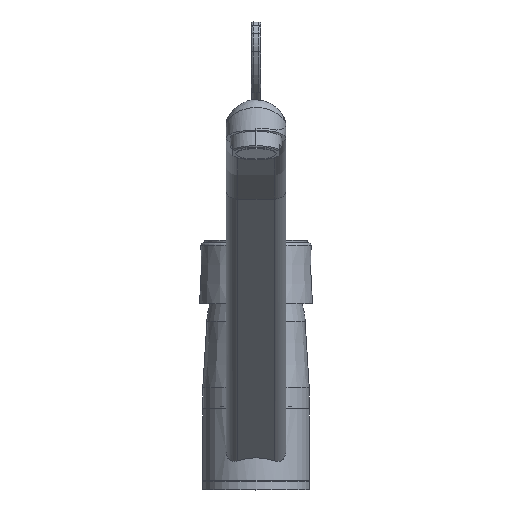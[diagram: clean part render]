
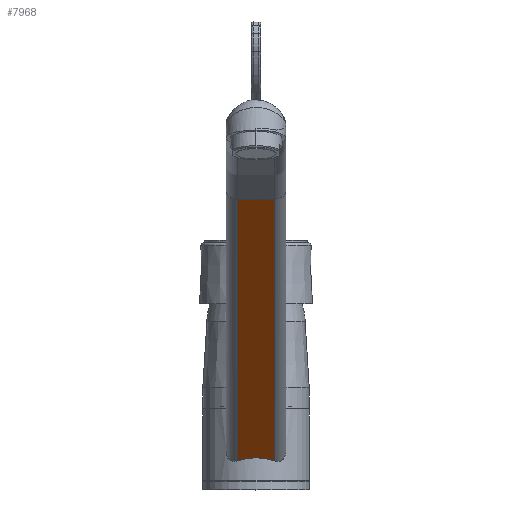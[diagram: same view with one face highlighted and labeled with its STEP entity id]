
A CAD part, top view. The second image highlights one B-rep face of the part: STEP entity #7968.
In plain terms, the highlighted planar face has unit normal (0, -0.731, 0.682).
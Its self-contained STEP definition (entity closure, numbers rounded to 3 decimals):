
#6084=DIRECTION('',(1.,0.,0.));
#6085=VECTOR('',#6084,17.);
#6086=CARTESIAN_POINT('',(-8.5,135.881,154.688));
#6087=LINE('',#6086,#6085);
#6148=DIRECTION('',(0.,0.682,0.731));
#6149=VECTOR('',#6148,179.363);
#6150=CARTESIAN_POINT('',(8.5,13.556,23.511));
#6151=LINE('',#6150,#6149);
#6486=CARTESIAN_POINT('',(-8.5,13.556,23.511));
#6521=CARTESIAN_POINT('',(8.5,13.556,23.511));
#6522=CARTESIAN_POINT('',(7.083,14.034,24.023));
#6523=CARTESIAN_POINT('',(4.25,14.722,24.761));
#6524=CARTESIAN_POINT('',(0.,15.057,
25.12));
#6525=CARTESIAN_POINT('',(-4.25,14.722,24.761));
#6526=CARTESIAN_POINT('',(-7.083,14.034,24.023));
#6527=CARTESIAN_POINT('',(-8.5,13.556,23.511));
#6529=DIRECTION('',(0.,0.682,0.731));
#6530=VECTOR('',#6529,179.363);
#6531=CARTESIAN_POINT('',(-8.5,13.556,23.511));
#6532=LINE('',#6531,#6530);
#6647=CARTESIAN_POINT('',(-8.5,135.881,154.688));
#6648=VERTEX_POINT('',#6647);
#6649=CARTESIAN_POINT('',(8.5,135.881,154.688));
#6650=VERTEX_POINT('',#6649);
#6724=VERTEX_POINT('',#6486);
#6725=VERTEX_POINT('',#6521);
#7957=CARTESIAN_POINT('',(-8.5,5.727,15.115));
#7958=DIRECTION('',(0.,-0.731,0.682));
#7959=DIRECTION('',(1.,0.,0.));
#7960=AXIS2_PLACEMENT_3D('',#7957,#7958,#7959);
#7961=PLANE('',#7960);
#7962=ORIENTED_EDGE('',*,*,#7549,.T.);
#7963=ORIENTED_EDGE('',*,*,#7945,.T.);
#7964=ORIENTED_EDGE('',*,*,#7434,.T.);
#7965=ORIENTED_EDGE('',*,*,#7515,.F.);
#7966=EDGE_LOOP('',(#7962,#7963,#7964,#7965));
#7967=FACE_OUTER_BOUND('',#7966,.F.);
#7968=ADVANCED_FACE('',(#7967),#7961,.T.);
#6528=B_SPLINE_CURVE_WITH_KNOTS('',3,(#6521,#6522,#6523,#6524,#6525,#6526,
#6527),.UNSPECIFIED.,.F.,.F.,(4,1,1,1,4),(0.,0.25,0.5,0.75,1.),
.UNSPECIFIED.);
#7434=EDGE_CURVE('',#6648,#6650,#6087,.T.);
#7515=EDGE_CURVE('',#6725,#6650,#6151,.T.);
#7549=EDGE_CURVE('',#6725,#6724,#6528,.T.);
#7945=EDGE_CURVE('',#6724,#6648,#6532,.T.);
